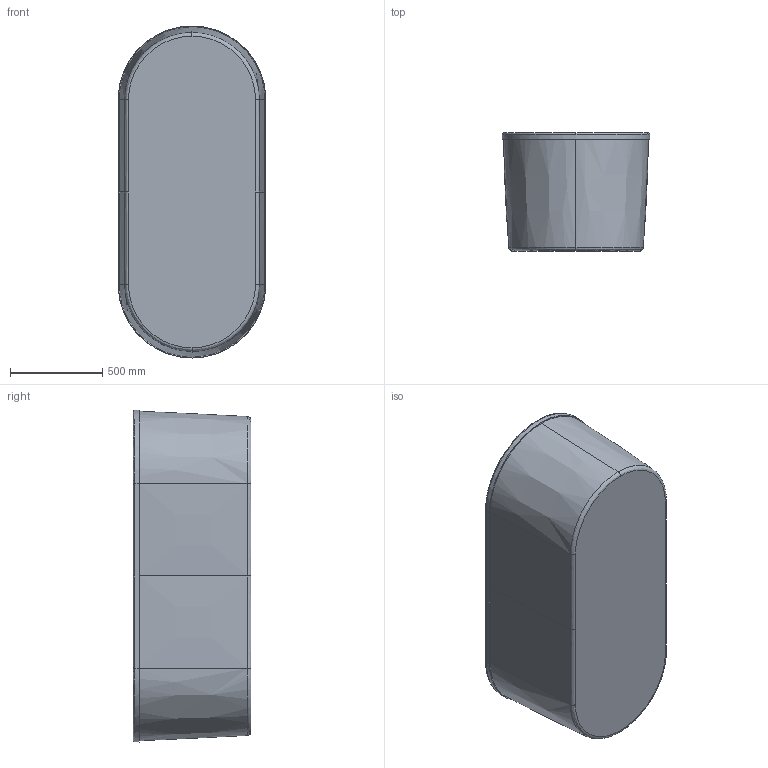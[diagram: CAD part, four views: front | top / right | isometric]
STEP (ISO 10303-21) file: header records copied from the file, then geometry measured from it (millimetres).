
FILE_DESCRIPTION((''),'2;1');
FILE_NAME('UBA_180_LFO_7PDV_ASM','2021-07-15T14:45:18',('grootj'),('Villeroy & Boch Wellness bv'),'CREO PARAMETRIC BY PTC INC, 2020454','CREO PARAMETRIC BY PTC INC, 2020454','');
FILE_SCHEMA(('CONFIG_CONTROL_DESIGN'));
Length unit declared in the file: millimetre
Products named in the file (4): SQ-O_OVAL180X80OVAL_RFP__1; SQ-O_PANEL_OVAL180_RFP_31012012; UBA180LFO7PDV-15072021_ASM_1_ASM; UBA_180_LFO_7PDV_ASM
Assembly tree (3 placements, depth 3):
  UBA_180_LFO_7PDV_ASM
    UBA180LFO7PDV-15072021_ASM_1_ASM
      SQ-O_OVAL180X80OVAL_RFP__1
      SQ-O_PANEL_OVAL180_RFP_31012012
Bounding box: 800 x 639.56 x 1800 mm (x, y, z)
Surface area: 6251033.6 mm2 (no closed solid volume)
Topology: 0 solids, 2 shells, 102 faces, 256 edges, 155 vertices
Faces by surface type: bspline 76, cylinder 10, plane 8, cone 4, torus 4
Entity records: 10429 total; most frequent: CARTESIAN_POINT 8472, ORIENTED_EDGE 492, EDGE_CURVE 256, DIRECTION 204, B_SPLINE_CURVE_WITH_KNOTS 167, VERTEX_POINT 155, EDGE_LOOP 102, FACE_OUTER_BOUND 102
